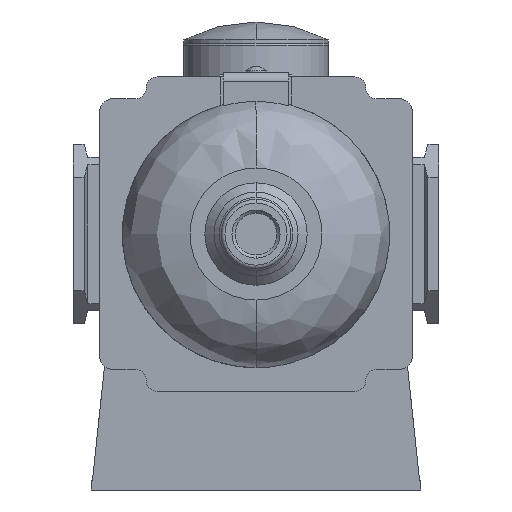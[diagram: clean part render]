
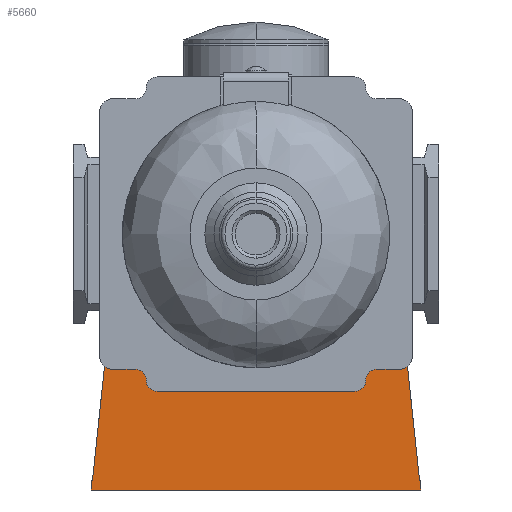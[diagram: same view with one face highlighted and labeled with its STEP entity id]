
A CAD part, front view. The second image highlights one B-rep face of the part: STEP entity #5660.
In plain terms, the highlighted planar face has unit normal (0, -1, 0).
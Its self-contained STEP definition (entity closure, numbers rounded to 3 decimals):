
#19 = DIRECTION ( 'NONE',  ( 1., 0., 0. ) ) ;
#195 = CARTESIAN_POINT ( 'NONE',  ( 45., 52., -70. ) ) ;
#204 = VERTEX_POINT ( 'NONE', #488 ) ;
#218 = VECTOR ( 'NONE', #5745, 1000. ) ;
#279 = CARTESIAN_POINT ( 'NONE',  ( 29.9, 52., -39.9 ) ) ;
#327 = VECTOR ( 'NONE', #1320, 1000. ) ;
#351 = AXIS2_PLACEMENT_3D ( 'NONE', #2382, #4846, #6727 ) ;
#370 = CARTESIAN_POINT ( 'NONE',  ( 26.9, 52., -39.9 ) ) ;
#394 = VERTEX_POINT ( 'NONE', #3739 ) ;
#431 = ORIENTED_EDGE ( 'NONE', *, *, #1265, .F. ) ;
#488 = CARTESIAN_POINT ( 'NONE',  ( 45., 52., -70. ) ) ;
#544 = CARTESIAN_POINT ( 'NONE',  ( -44.736, 52., -67.5 ) ) ;
#582 = ORIENTED_EDGE ( 'NONE', *, *, #2164, .T. ) ;
#585 = CIRCLE ( 'NONE', #1204, 3. ) ;
#621 = ORIENTED_EDGE ( 'NONE', *, *, #3713, .T. ) ;
#645 = VERTEX_POINT ( 'NONE', #3959 ) ;
#718 = CARTESIAN_POINT ( 'NONE',  ( 26.9, 52., -42.9 ) ) ;
#747 = CARTESIAN_POINT ( 'NONE',  ( 29.9, 52., -27. ) ) ;
#794 = CARTESIAN_POINT ( 'NONE',  ( -26.9, 52., -39.9 ) ) ;
#876 = EDGE_CURVE ( 'NONE', #5196, #3666, #5653, .T. ) ;
#965 = VECTOR ( 'NONE', #2173, 1000. ) ;
#973 = DIRECTION ( 'NONE',  ( 0., 0., 1. ) ) ;
#991 = CARTESIAN_POINT ( 'NONE',  ( -26.9, 52., -42.9 ) ) ;
#1028 = EDGE_CURVE ( 'NONE', #5406, #2717, #4174, .T. ) ;
#1053 = LINE ( 'NONE', #7109, #6313 ) ;
#1054 = VECTOR ( 'NONE', #4414, 1000. ) ;
#1204 = AXIS2_PLACEMENT_3D ( 'NONE', #794, #4476, #2037 ) ;
#1265 = EDGE_CURVE ( 'NONE', #204, #7494, #3794, .T. ) ;
#1287 = ORIENTED_EDGE ( 'NONE', *, *, #3131, .F. ) ;
#1320 = DIRECTION ( 'NONE',  ( -1., 0., 0. ) ) ;
#1463 = CARTESIAN_POINT ( 'NONE',  ( 45., 52., -67.5 ) ) ;
#1495 = EDGE_CURVE ( 'NONE', #7124, #3308, #5386, .T. ) ;
#1575 = CIRCLE ( 'NONE', #2583, 3. ) ;
#1609 = CARTESIAN_POINT ( 'NONE',  ( -39.15, 52., -24. ) ) ;
#1668 = ORIENTED_EDGE ( 'NONE', *, *, #876, .F. ) ;
#1725 = CARTESIAN_POINT ( 'NONE',  ( 39.15, 52., -20.5 ) ) ;
#1741 = FACE_OUTER_BOUND ( 'NONE', #3007, .T. ) ;
#1817 = CIRCLE ( 'NONE', #6068, 3.5 ) ;
#1827 = VERTEX_POINT ( 'NONE', #3249 ) ;
#1828 = LINE ( 'NONE', #4349, #5334 ) ;
#1837 = EDGE_CURVE ( 'NONE', #1827, #645, #5692, .T. ) ;
#1912 = ORIENTED_EDGE ( 'NONE', *, *, #1985, .T. ) ;
#1959 = VECTOR ( 'NONE', #5415, 1000. ) ;
#1985 = EDGE_CURVE ( 'NONE', #3117, #7124, #585, .T. ) ;
#2037 = DIRECTION ( 'NONE',  ( 1., 0., 0. ) ) ;
#2117 = DIRECTION ( 'NONE',  ( -1., 0., 0. ) ) ;
#2164 = EDGE_CURVE ( 'NONE', #2717, #3117, #6912, .T. ) ;
#2173 = DIRECTION ( 'NONE',  ( 0.105, 0., -0.994 ) ) ;
#2241 = EDGE_CURVE ( 'NONE', #2640, #4248, #5243, .T. ) ;
#2270 = DIRECTION ( 'NONE',  ( 0., 1., 0. ) ) ;
#2279 = DIRECTION ( 'NONE',  ( 0., 0., 1. ) ) ;
#2350 = EDGE_CURVE ( 'NONE', #6577, #6182, #1828, .T. ) ;
#2382 = CARTESIAN_POINT ( 'NONE',  ( -32.9, 52., -27. ) ) ;
#2552 = ORIENTED_EDGE ( 'NONE', *, *, #7226, .F. ) ;
#2583 = AXIS2_PLACEMENT_3D ( 'NONE', #6578, #6614, #19 ) ;
#2599 = CARTESIAN_POINT ( 'NONE',  ( -45., 52., -67.5 ) ) ;
#2640 = VERTEX_POINT ( 'NONE', #7411 ) ;
#2702 = CARTESIAN_POINT ( 'NONE',  ( 26.9, 52., -42.9 ) ) ;
#2704 = AXIS2_PLACEMENT_3D ( 'NONE', #1725, #4268, #3059 ) ;
#2717 = VERTEX_POINT ( 'NONE', #718 ) ;
#2742 = DIRECTION ( 'NONE',  ( 1., 0., 0. ) ) ;
#2775 = CARTESIAN_POINT ( 'NONE',  ( 45., 52., -67.5 ) ) ;
#2791 = CARTESIAN_POINT ( 'NONE',  ( -29.9, 52., -27. ) ) ;
#2829 = VECTOR ( 'NONE', #6343, 1000. ) ;
#2925 = ORIENTED_EDGE ( 'NONE', *, *, #4105, .T. ) ;
#2941 = DIRECTION ( 'NONE',  ( 1., 0., 0. ) ) ;
#2964 = LINE ( 'NONE', #4832, #1959 ) ;
#2966 = CIRCLE ( 'NONE', #351, 3. ) ;
#3007 = EDGE_LOOP ( 'NONE', ( #1668, #2552, #2925, #431, #1287, #7653, #4532, #6612, #7646, #6199, #5993, #6210, #582, #1912, #4234, #7153, #3194, #621 ) ) ;
#3056 = CARTESIAN_POINT ( 'NONE',  ( 44.736, 52., -67.5 ) ) ;
#3059 = DIRECTION ( 'NONE',  ( 0., 0., 1. ) ) ;
#3117 = VERTEX_POINT ( 'NONE', #991 ) ;
#3131 = EDGE_CURVE ( 'NONE', #6182, #204, #7645, .T. ) ;
#3194 = ORIENTED_EDGE ( 'NONE', *, *, #2241, .T. ) ;
#3249 = CARTESIAN_POINT ( 'NONE',  ( 40.128, 52., -23.861 ) ) ;
#3308 = VERTEX_POINT ( 'NONE', #2791 ) ;
#3422 = CARTESIAN_POINT ( 'NONE',  ( 0., 52., 0. ) ) ;
#3666 = VERTEX_POINT ( 'NONE', #7437 ) ;
#3713 = EDGE_CURVE ( 'NONE', #4248, #3666, #1817, .T. ) ;
#3739 = CARTESIAN_POINT ( 'NONE',  ( 32.9, 52., -24. ) ) ;
#3794 = LINE ( 'NONE', #195, #327 ) ;
#3856 = VERTEX_POINT ( 'NONE', #2599 ) ;
#3925 = AXIS2_PLACEMENT_3D ( 'NONE', #3422, #4721, #973 ) ;
#3959 = CARTESIAN_POINT ( 'NONE',  ( 39.15, 52., -24. ) ) ;
#4054 = CARTESIAN_POINT ( 'NONE',  ( -45., 52., -67.5 ) ) ;
#4105 = EDGE_CURVE ( 'NONE', #3856, #7494, #1053, .T. ) ;
#4117 = DIRECTION ( 'NONE',  ( 0., 0., -1. ) ) ;
#4174 = CIRCLE ( 'NONE', #4799, 3. ) ;
#4234 = ORIENTED_EDGE ( 'NONE', *, *, #1495, .T. ) ;
#4248 = VERTEX_POINT ( 'NONE', #1609 ) ;
#4268 = DIRECTION ( 'NONE',  ( 0., 1., 0. ) ) ;
#4317 = EDGE_CURVE ( 'NONE', #2640, #3308, #2966, .T. ) ;
#4349 = CARTESIAN_POINT ( 'NONE',  ( -45., 52., -67.5 ) ) ;
#4414 = DIRECTION ( 'NONE',  ( 0.105, 0., 0.994 ) ) ;
#4418 = DIRECTION ( 'NONE',  ( 1., 0., 0. ) ) ;
#4447 = CARTESIAN_POINT ( 'NONE',  ( -45., 52., -70. ) ) ;
#4476 = DIRECTION ( 'NONE',  ( 0., 1., 0. ) ) ;
#4532 = ORIENTED_EDGE ( 'NONE', *, *, #5125, .F. ) ;
#4645 = LINE ( 'NONE', #5269, #965 ) ;
#4707 = CARTESIAN_POINT ( 'NONE',  ( -39.15, 52., -20.5 ) ) ;
#4721 = DIRECTION ( 'NONE',  ( 0., 1., 0. ) ) ;
#4799 = AXIS2_PLACEMENT_3D ( 'NONE', #370, #5088, #2742 ) ;
#4818 = VECTOR ( 'NONE', #2117, 1000. ) ;
#4832 = CARTESIAN_POINT ( 'NONE',  ( 29.9, 52., -27. ) ) ;
#4846 = DIRECTION ( 'NONE',  ( 0., 1., 0. ) ) ;
#5088 = DIRECTION ( 'NONE',  ( 0., 1., 0. ) ) ;
#5125 = EDGE_CURVE ( 'NONE', #1827, #6577, #4645, .T. ) ;
#5142 = LINE ( 'NONE', #7516, #2829 ) ;
#5196 = VERTEX_POINT ( 'NONE', #544 ) ;
#5243 = LINE ( 'NONE', #5669, #4818 ) ;
#5269 = CARTESIAN_POINT ( 'NONE',  ( 37.193, 52., 3.928 ) ) ;
#5334 = VECTOR ( 'NONE', #4418, 1000. ) ;
#5386 = LINE ( 'NONE', #7007, #6682 ) ;
#5406 = VERTEX_POINT ( 'NONE', #279 ) ;
#5415 = DIRECTION ( 'NONE',  ( 0., 0., -1. ) ) ;
#5591 = CARTESIAN_POINT ( 'NONE',  ( -29.9, 52., -39.9 ) ) ;
#5653 = LINE ( 'NONE', #7290, #1054 ) ;
#5660 = ADVANCED_FACE ( 'NONE', ( #1741 ), #7092, .F. ) ;
#5669 = CARTESIAN_POINT ( 'NONE',  ( -32.9, 52., -24. ) ) ;
#5692 = CIRCLE ( 'NONE', #2704, 3.5 ) ;
#5745 = DIRECTION ( 'NONE',  ( -1., 0., 0. ) ) ;
#5746 = EDGE_CURVE ( 'NONE', #6990, #5406, #2964, .T. ) ;
#5800 = DIRECTION ( 'NONE',  ( 1., 0., 0. ) ) ;
#5909 = EDGE_CURVE ( 'NONE', #645, #394, #5142, .T. ) ;
#5993 = ORIENTED_EDGE ( 'NONE', *, *, #5746, .T. ) ;
#6068 = AXIS2_PLACEMENT_3D ( 'NONE', #4707, #2270, #2941 ) ;
#6086 = EDGE_CURVE ( 'NONE', #6990, #394, #1575, .T. ) ;
#6182 = VERTEX_POINT ( 'NONE', #1463 ) ;
#6199 = ORIENTED_EDGE ( 'NONE', *, *, #6086, .F. ) ;
#6210 = ORIENTED_EDGE ( 'NONE', *, *, #1028, .T. ) ;
#6313 = VECTOR ( 'NONE', #4117, 1000. ) ;
#6343 = DIRECTION ( 'NONE',  ( -1., 0., 0. ) ) ;
#6349 = LINE ( 'NONE', #4054, #6560 ) ;
#6362 = DIRECTION ( 'NONE',  ( 0., 0., -1. ) ) ;
#6560 = VECTOR ( 'NONE', #5800, 1000. ) ;
#6577 = VERTEX_POINT ( 'NONE', #3056 ) ;
#6578 = CARTESIAN_POINT ( 'NONE',  ( 32.9, 52., -27. ) ) ;
#6612 = ORIENTED_EDGE ( 'NONE', *, *, #1837, .T. ) ;
#6614 = DIRECTION ( 'NONE',  ( 0., 1., 0. ) ) ;
#6682 = VECTOR ( 'NONE', #2279, 1000. ) ;
#6727 = DIRECTION ( 'NONE',  ( 1., 0., 0. ) ) ;
#6816 = VECTOR ( 'NONE', #6362, 1000. ) ;
#6912 = LINE ( 'NONE', #2702, #218 ) ;
#6990 = VERTEX_POINT ( 'NONE', #747 ) ;
#7007 = CARTESIAN_POINT ( 'NONE',  ( -29.9, 52., -39.9 ) ) ;
#7092 = PLANE ( 'NONE',  #3925 ) ;
#7109 = CARTESIAN_POINT ( 'NONE',  ( -45., 52., -67.5 ) ) ;
#7124 = VERTEX_POINT ( 'NONE', #5591 ) ;
#7153 = ORIENTED_EDGE ( 'NONE', *, *, #4317, .F. ) ;
#7226 = EDGE_CURVE ( 'NONE', #3856, #5196, #6349, .T. ) ;
#7290 = CARTESIAN_POINT ( 'NONE',  ( -45., 52., -70. ) ) ;
#7411 = CARTESIAN_POINT ( 'NONE',  ( -32.9, 52., -24. ) ) ;
#7437 = CARTESIAN_POINT ( 'NONE',  ( -40.128, 52., -23.861 ) ) ;
#7494 = VERTEX_POINT ( 'NONE', #4447 ) ;
#7516 = CARTESIAN_POINT ( 'NONE',  ( 39.15, 52., -24. ) ) ;
#7645 = LINE ( 'NONE', #2775, #6816 ) ;
#7646 = ORIENTED_EDGE ( 'NONE', *, *, #5909, .T. ) ;
#7653 = ORIENTED_EDGE ( 'NONE', *, *, #2350, .F. ) ;
